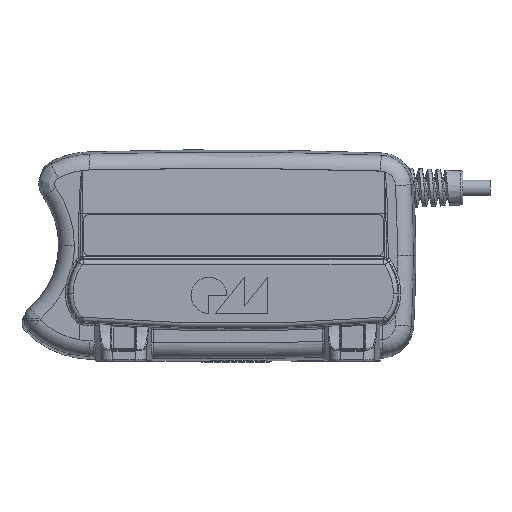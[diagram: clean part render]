
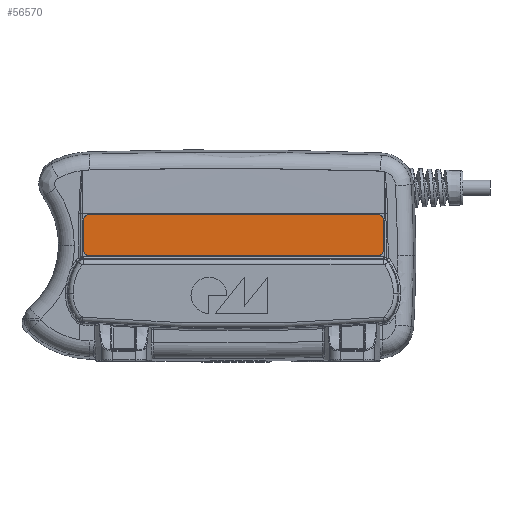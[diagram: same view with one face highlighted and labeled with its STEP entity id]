
A CAD part, top view. The second image highlights one B-rep face of the part: STEP entity #56570.
In plain terms, the highlighted planar face has unit normal (0, 0, 1).
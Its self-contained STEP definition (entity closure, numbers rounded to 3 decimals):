
#11995 = EDGE_LOOP ( 'NONE', ( #17292, #17293, #17294, #17295, #17296, #17297, #17298, #17299 ) ) ;
#17292 = ORIENTED_EDGE ( 'NONE', *, *, #61865, .T. ) ;
#17293 = ORIENTED_EDGE ( 'NONE', *, *, #61586, .T. ) ;
#17294 = ORIENTED_EDGE ( 'NONE', *, *, #61516, .T. ) ;
#17295 = ORIENTED_EDGE ( 'NONE', *, *, #61488, .T. ) ;
#17296 = ORIENTED_EDGE ( 'NONE', *, *, #61528, .T. ) ;
#17297 = ORIENTED_EDGE ( 'NONE', *, *, #61873, .T. ) ;
#17298 = ORIENTED_EDGE ( 'NONE', *, *, #61732, .T. ) ;
#17299 = ORIENTED_EDGE ( 'NONE', *, *, #61381, .T. ) ;
#26749 = CARTESIAN_POINT ( 'NONE',  ( -58.5, 18., 41.1 ) ) ;
#26750 = CARTESIAN_POINT ( 'NONE',  ( 70.5, 18., 41.1 ) ) ;
#26753 = CARTESIAN_POINT ( 'NONE',  ( 72.5, 16., 41.1 ) ) ;
#26755 = CARTESIAN_POINT ( 'NONE',  ( 72.5, 2., 41.1 ) ) ;
#26757 = CARTESIAN_POINT ( 'NONE',  ( 70.5, 0., 41.1 ) ) ;
#26759 = CARTESIAN_POINT ( 'NONE',  ( -58.5, 0., 41.1 ) ) ;
#26761 = CARTESIAN_POINT ( 'NONE',  ( -60.5, 2., 41.1 ) ) ;
#26763 = CARTESIAN_POINT ( 'NONE',  ( -60.5, 16., 41.1 ) ) ;
#32300 = AXIS2_PLACEMENT_3D ( 'NONE', #40484, #40489, #40490 ) ;
#34999 = LINE ( 'NONE', #46985, #35011 ) ;
#35011 = VECTOR ( 'NONE', #47084, 1000. ) ;
#35259 = LINE ( 'NONE', #47382, #35279 ) ;
#35279 = VECTOR ( 'NONE', #47524, 1000. ) ;
#35346 = CIRCLE ( 'NONE', #90991, 2. ) ;
#35366 = CIRCLE ( 'NONE', #90993, 2. ) ;
#35460 = LINE ( 'NONE', #47631, #35468 ) ;
#35468 = VECTOR ( 'NONE', #47632, 1000. ) ;
#35728 = CIRCLE ( 'NONE', #91030, 2. ) ;
#36035 = CIRCLE ( 'NONE', #91089, 2. ) ;
#36071 = LINE ( 'NONE', #50176, #36078 ) ;
#36078 = VECTOR ( 'NONE', #50174, 1000. ) ;
#39154 = FACE_OUTER_BOUND ( 'NONE', #11995, .T. ) ;
#40484 = CARTESIAN_POINT ( 'NONE',  ( -58.5, 16., 41.1 ) ) ;
#40486 = PLANE ( 'NONE',  #32300 ) ;
#40489 = DIRECTION ( 'NONE',  ( 0., 0., 1. ) ) ;
#40490 = DIRECTION ( 'NONE',  ( 1., 0., 0. ) ) ;
#46985 = CARTESIAN_POINT ( 'NONE',  ( -58.5, 18., 41.1 ) ) ;
#47084 = DIRECTION ( 'NONE',  ( -1., 0., 0. ) ) ;
#47382 = CARTESIAN_POINT ( 'NONE',  ( -58.5, 0., 41.1 ) ) ;
#47524 = DIRECTION ( 'NONE',  ( 1., 0., 0. ) ) ;
#47554 = CARTESIAN_POINT ( 'NONE',  ( -58.5, 2., 41.1 ) ) ;
#47555 = DIRECTION ( 'NONE',  ( 0., 0., 1. ) ) ;
#47556 = DIRECTION ( 'NONE',  ( -1., 0., 0. ) ) ;
#47565 = CARTESIAN_POINT ( 'NONE',  ( 70.5, 2., 41.1 ) ) ;
#47566 = DIRECTION ( 'NONE',  ( 0., 0., 1. ) ) ;
#47567 = DIRECTION ( 'NONE',  ( -1., 0., 0. ) ) ;
#47631 = CARTESIAN_POINT ( 'NONE',  ( -60.5, 2., 41.1 ) ) ;
#47632 = DIRECTION ( 'NONE',  ( 0., -1., 0. ) ) ;
#49955 = CARTESIAN_POINT ( 'NONE',  ( 70.5, 16., 41.1 ) ) ;
#49957 = DIRECTION ( 'NONE',  ( 0., 0., 1. ) ) ;
#49959 = DIRECTION ( 'NONE',  ( 1., 0., 0. ) ) ;
#50170 = CARTESIAN_POINT ( 'NONE',  ( -58.5, 16., 41.1 ) ) ;
#50171 = DIRECTION ( 'NONE',  ( 0., 0., 1. ) ) ;
#50172 = DIRECTION ( 'NONE',  ( 1., 0., 0. ) ) ;
#50174 = DIRECTION ( 'NONE',  ( 0., 1., 0. ) ) ;
#50176 = CARTESIAN_POINT ( 'NONE',  ( 72.5, 2., 41.1 ) ) ;
#56570 = ADVANCED_FACE ( 'NONE', ( #39154 ), #40486, .T. ) ;
#61381 = EDGE_CURVE ( 'NONE', #78925, #78924, #34999, .T. ) ;
#61488 = EDGE_CURVE ( 'NONE', #78936, #78934, #35259, .T. ) ;
#61516 = EDGE_CURVE ( 'NONE', #78938, #78936, #35346, .T. ) ;
#61528 = EDGE_CURVE ( 'NONE', #78934, #78932, #35366, .T. ) ;
#61586 = EDGE_CURVE ( 'NONE', #78941, #78938, #35460, .T. ) ;
#61732 = EDGE_CURVE ( 'NONE', #78930, #78925, #35728, .T. ) ;
#61865 = EDGE_CURVE ( 'NONE', #78924, #78941, #36035, .T. ) ;
#61873 = EDGE_CURVE ( 'NONE', #78932, #78930, #36071, .T. ) ;
#78924 = VERTEX_POINT ( 'NONE', #26749 ) ;
#78925 = VERTEX_POINT ( 'NONE', #26750 ) ;
#78930 = VERTEX_POINT ( 'NONE', #26753 ) ;
#78932 = VERTEX_POINT ( 'NONE', #26755 ) ;
#78934 = VERTEX_POINT ( 'NONE', #26757 ) ;
#78936 = VERTEX_POINT ( 'NONE', #26759 ) ;
#78938 = VERTEX_POINT ( 'NONE', #26761 ) ;
#78941 = VERTEX_POINT ( 'NONE', #26763 ) ;
#90991 = AXIS2_PLACEMENT_3D ( 'NONE', #47554, #47555, #47556 ) ;
#90993 = AXIS2_PLACEMENT_3D ( 'NONE', #47565, #47566, #47567 ) ;
#91030 = AXIS2_PLACEMENT_3D ( 'NONE', #49955, #49957, #49959 ) ;
#91089 = AXIS2_PLACEMENT_3D ( 'NONE', #50170, #50171, #50172 ) ;
